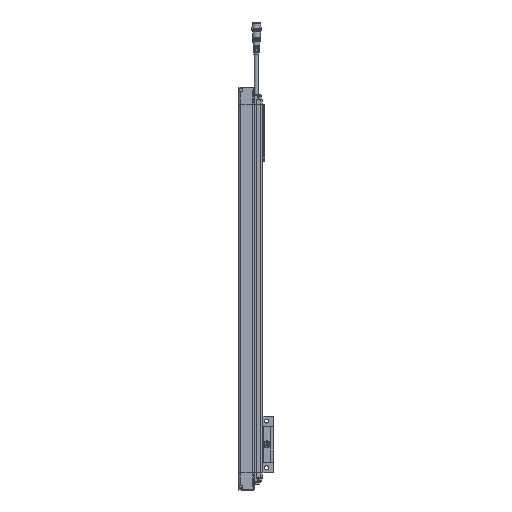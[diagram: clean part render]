
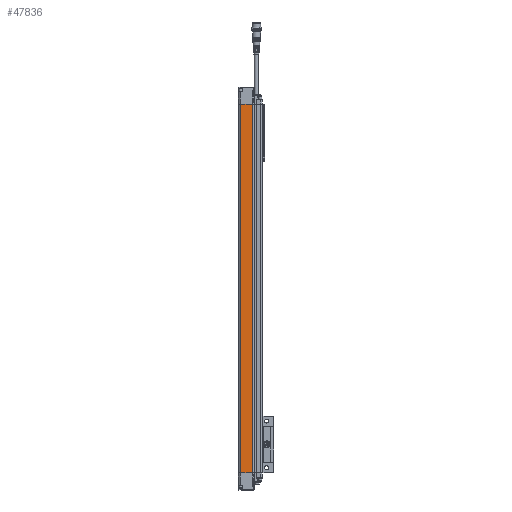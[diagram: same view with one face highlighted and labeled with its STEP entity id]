
A CAD part, left-side view. The second image highlights one B-rep face of the part: STEP entity #47836.
In plain terms, the highlighted planar face has unit normal (-1, 0, 0).
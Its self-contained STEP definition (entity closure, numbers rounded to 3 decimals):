
#88 = DIRECTION ( 'NONE',  ( 0., 0., -1. ) ) ;
#2276 = VERTEX_POINT ( 'NONE', #54500 ) ;
#5490 = DIRECTION ( 'NONE',  ( 0., 1., 0. ) ) ;
#7283 = LINE ( 'NONE', #37919, #26504 ) ;
#10977 = VECTOR ( 'NONE', #5490, 1000. ) ;
#12506 = LINE ( 'NONE', #26110, #43540 ) ;
#12527 = VERTEX_POINT ( 'NONE', #53837 ) ;
#17478 = ORIENTED_EDGE ( 'NONE', *, *, #17535, .F. ) ;
#17535 = EDGE_CURVE ( 'NONE', #36072, #27175, #38537, .T. ) ;
#17590 = EDGE_CURVE ( 'NONE', #12527, #2276, #12506, .T. ) ;
#18508 = LINE ( 'NONE', #36126, #10977 ) ;
#23941 = EDGE_CURVE ( 'NONE', #27175, #12527, #18508, .T. ) ;
#26110 = CARTESIAN_POINT ( 'NONE',  ( -14., 30.452, 160. ) ) ;
#26504 = VECTOR ( 'NONE', #28932, 1000. ) ;
#27175 = VERTEX_POINT ( 'NONE', #56504 ) ;
#28065 = DIRECTION ( 'NONE',  ( 1., 0., 0. ) ) ;
#28932 = DIRECTION ( 'NONE',  ( 0., -1., 0. ) ) ;
#29558 = DIRECTION ( 'NONE',  ( 0., 0., 1. ) ) ;
#30043 = ORIENTED_EDGE ( 'NONE', *, *, #23941, .F. ) ;
#31822 = DIRECTION ( 'NONE',  ( 0., 1., 0. ) ) ;
#34049 = EDGE_CURVE ( 'NONE', #2276, #36072, #7283, .T. ) ;
#36072 = VERTEX_POINT ( 'NONE', #57109 ) ;
#36126 = CARTESIAN_POINT ( 'NONE',  ( -14., 30.452, -360. ) ) ;
#37919 = CARTESIAN_POINT ( 'NONE',  ( -14., 30.452, 160. ) ) ;
#38537 = LINE ( 'NONE', #56783, #50937 ) ;
#42147 = EDGE_LOOP ( 'NONE', ( #17478, #43602, #50623, #30043 ) ) ;
#43540 = VECTOR ( 'NONE', #29558, 1000. ) ;
#43602 = ORIENTED_EDGE ( 'NONE', *, *, #34049, .F. ) ;
#47836 = ADVANCED_FACE ( 'NONE', ( #49509 ), #53314, .F. ) ;
#49509 = FACE_OUTER_BOUND ( 'NONE', #42147, .T. ) ;
#50623 = ORIENTED_EDGE ( 'NONE', *, *, #17590, .F. ) ;
#50937 = VECTOR ( 'NONE', #88, 1000. ) ;
#51326 = AXIS2_PLACEMENT_3D ( 'NONE', #53610, #28065, #31822 ) ;
#53314 = PLANE ( 'NONE',  #51326 ) ;
#53610 = CARTESIAN_POINT ( 'NONE',  ( -14., 30.452, 160. ) ) ;
#53837 = CARTESIAN_POINT ( 'NONE',  ( -14., 30.452, -360. ) ) ;
#54500 = CARTESIAN_POINT ( 'NONE',  ( -14., 30.452, 160. ) ) ;
#56504 = CARTESIAN_POINT ( 'NONE',  ( -14., 14.25, -360. ) ) ;
#56783 = CARTESIAN_POINT ( 'NONE',  ( -14., 14.25, 160. ) ) ;
#57109 = CARTESIAN_POINT ( 'NONE',  ( -14., 14.25, 160. ) ) ;
